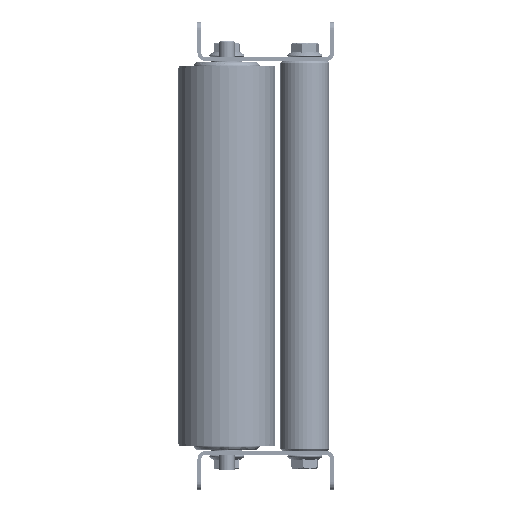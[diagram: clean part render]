
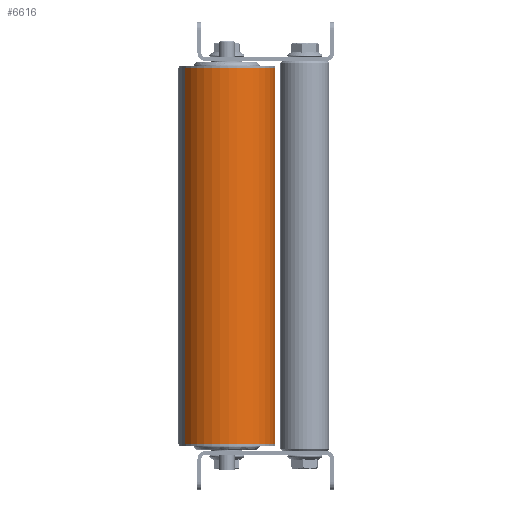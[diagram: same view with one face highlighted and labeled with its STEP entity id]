
A CAD part, left-side view. The second image highlights one B-rep face of the part: STEP entity #6616.
In plain terms, the highlighted cylindrical face has radius 25 mm (diameter 50 mm), a partial arc.
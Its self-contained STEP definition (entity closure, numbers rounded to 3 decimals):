
#36 = CARTESIAN_POINT ( 'NONE',  ( 0., 0., -25. ) ) ;
#733 = VECTOR ( 'NONE', #13973, 1000. ) ;
#1609 = CARTESIAN_POINT ( 'NONE',  ( 192.6, 0., -25. ) ) ;
#1692 = VECTOR ( 'NONE', #44923, 1000. ) ;
#3870 = CIRCLE ( 'NONE', #8079, 25. ) ;
#4530 = EDGE_CURVE ( 'NONE', #19468, #15465, #45716, .T. ) ;
#6233 = AXIS2_PLACEMENT_3D ( 'NONE', #21662, #9273, #25375 ) ;
#6616 = ADVANCED_FACE ( 'Fl�che1', ( #15093 ), #43165, .T. ) ;
#6917 = CARTESIAN_POINT ( 'NONE',  ( 192.6, 0., 0. ) ) ;
#8079 = AXIS2_PLACEMENT_3D ( 'NONE', #22899, #18948, #31416 ) ;
#9273 = DIRECTION ( 'NONE',  ( 1., 0., 0. ) ) ;
#12965 = ORIENTED_EDGE ( 'NONE', *, *, #18685, .T. ) ;
#13973 = DIRECTION ( 'NONE',  ( -1., 0., 0. ) ) ;
#15093 = FACE_OUTER_BOUND ( 'NONE', #46747, .T. ) ;
#15465 = VERTEX_POINT ( 'NONE', #21129 ) ;
#17221 = ORIENTED_EDGE ( 'NONE', *, *, #20698, .T. ) ;
#18541 = AXIS2_PLACEMENT_3D ( 'NONE', #6917, #39496, #31274 ) ;
#18685 = EDGE_CURVE ( 'NONE', #24243, #15465, #22241, .T. ) ;
#18948 = DIRECTION ( 'NONE',  ( 1., 0., 0. ) ) ;
#19468 = VERTEX_POINT ( 'NONE', #28772 ) ;
#20698 = EDGE_CURVE ( 'NONE', #24345, #24243, #21068, .T. ) ;
#21068 = LINE ( 'NONE', #48868, #1692 ) ;
#21129 = CARTESIAN_POINT ( 'NONE',  ( 0., 0., 25. ) ) ;
#21662 = CARTESIAN_POINT ( 'NONE',  ( 0., 0., 0. ) ) ;
#22241 = CIRCLE ( 'NONE', #6233, 25. ) ;
#22899 = CARTESIAN_POINT ( 'NONE',  ( 192.6, 0., 0. ) ) ;
#24243 = VERTEX_POINT ( 'NONE', #36 ) ;
#24345 = VERTEX_POINT ( 'NONE', #1609 ) ;
#25375 = DIRECTION ( 'NONE',  ( 0., 0., -1. ) ) ;
#25995 = EDGE_CURVE ( 'NONE', #24345, #19468, #3870, .T. ) ;
#28772 = CARTESIAN_POINT ( 'NONE',  ( 192.6, 0., 25. ) ) ;
#31274 = DIRECTION ( 'NONE',  ( 0., 0., 1. ) ) ;
#31416 = DIRECTION ( 'NONE',  ( 0., 0., -1. ) ) ;
#35593 = ORIENTED_EDGE ( 'NONE', *, *, #25995, .F. ) ;
#39496 = DIRECTION ( 'NONE',  ( -1., 0., 0. ) ) ;
#41509 = CARTESIAN_POINT ( 'NONE',  ( 192.6, 0., 25. ) ) ;
#43165 = CYLINDRICAL_SURFACE ( 'NONE', #18541, 25. ) ;
#43260 = ORIENTED_EDGE ( 'NONE', *, *, #4530, .F. ) ;
#44923 = DIRECTION ( 'NONE',  ( -1., 0., 0. ) ) ;
#45716 = LINE ( 'NONE', #41509, #733 ) ;
#46747 = EDGE_LOOP ( 'NONE', ( #35593, #17221, #12965, #43260 ) ) ;
#48868 = CARTESIAN_POINT ( 'NONE',  ( 192.6, 0., -25. ) ) ;
